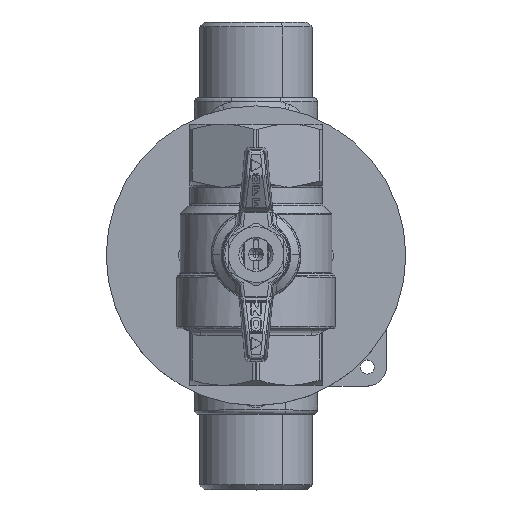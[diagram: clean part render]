
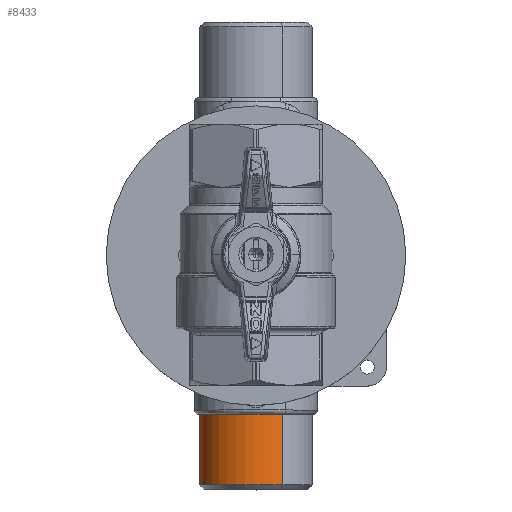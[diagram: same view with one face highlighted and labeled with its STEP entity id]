
A CAD part, top view. The second image highlights one B-rep face of the part: STEP entity #8433.
In plain terms, the highlighted cylindrical face has radius 13.15 mm (diameter 26.3 mm), a partial arc.
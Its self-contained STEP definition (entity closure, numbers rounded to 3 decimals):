
#6441=CARTESIAN_POINT('Axis2P3D Location',(0.,-37.,0.)) ;
#6445=CARTESIAN_POINT('Vertex',(-6.304,-37.,-11.54)) ;
#6447=CARTESIAN_POINT('Vertex',(6.304,-37.,11.54)) ;
#8390=CARTESIAN_POINT('Axis2P3D Location',(0.,0.,0.)) ;
#8395=CARTESIAN_POINT('Line Origine',(-6.304,0.,-11.54)) ;
#8399=CARTESIAN_POINT('Vertex',(-6.304,-53.5,-11.54)) ;
#8402=CARTESIAN_POINT('Line Origine',(6.304,0.,11.54)) ;
#8406=CARTESIAN_POINT('Vertex',(6.304,-53.5,11.54)) ;
#8422=CARTESIAN_POINT('Axis2P3D Location',(0.,-53.5,0.)) ;
#8397=VECTOR('Line Direction',#8396,1.) ;
#8404=VECTOR('Line Direction',#8403,1.) ;
#6442=DIRECTION('Axis2P3D Direction',(-0.,1.,0.)) ;
#8391=DIRECTION('Axis2P3D Direction',(0.,1.,0.)) ;
#8392=DIRECTION('Axis2P3D XDirection',(0.479,-0.,0.878)) ;
#8396=DIRECTION('Vector Direction',(0.,1.,0.)) ;
#8403=DIRECTION('Vector Direction',(0.,1.,0.)) ;
#8423=DIRECTION('Axis2P3D Direction',(0.,1.,0.)) ;
#6443=AXIS2_PLACEMENT_3D('Circle Axis2P3D',#6441,#6442,$) ;
#8393=AXIS2_PLACEMENT_3D('Cylinder Axis2P3D',#8390,#8391,#8392) ;
#8424=AXIS2_PLACEMENT_3D('Circle Axis2P3D',#8422,#8423,$) ;
#8398=LINE('Line',#8395,#8397) ;
#8405=LINE('Line',#8402,#8404) ;
#6444=CIRCLE('generated circle',#6443,13.15) ;
#8425=CIRCLE('generated circle',#8424,13.15) ;
#8394=CYLINDRICAL_SURFACE('generated cylinder',#8393,13.15) ;
#6449=EDGE_CURVE('',#6446,#6448,#6444,.T.) ;
#8401=EDGE_CURVE('',#6446,#8400,#8398,.F.) ;
#8408=EDGE_CURVE('',#6448,#8407,#8405,.F.) ;
#8426=EDGE_CURVE('',#8400,#8407,#8425,.T.) ;
#8428=ORIENTED_EDGE('',*,*,#8408,.F.) ;
#8429=ORIENTED_EDGE('',*,*,#6449,.F.) ;
#8430=ORIENTED_EDGE('',*,*,#8401,.T.) ;
#8431=ORIENTED_EDGE('',*,*,#8426,.T.) ;
#8427=EDGE_LOOP('',(#8428,#8429,#8430,#8431)) ;
#6446=VERTEX_POINT('',#6445) ;
#6448=VERTEX_POINT('',#6447) ;
#8400=VERTEX_POINT('',#8399) ;
#8407=VERTEX_POINT('',#8406) ;
#8433=ADVANCED_FACE('PartBody',(#8432),#8394,.T.) ;
#8432=FACE_OUTER_BOUND('',#8427,.T.) ;
